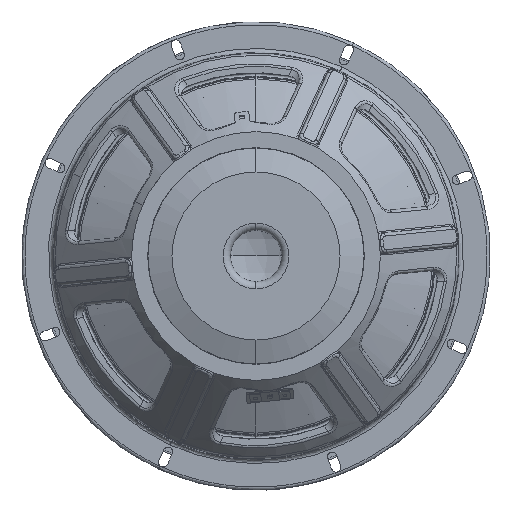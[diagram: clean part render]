
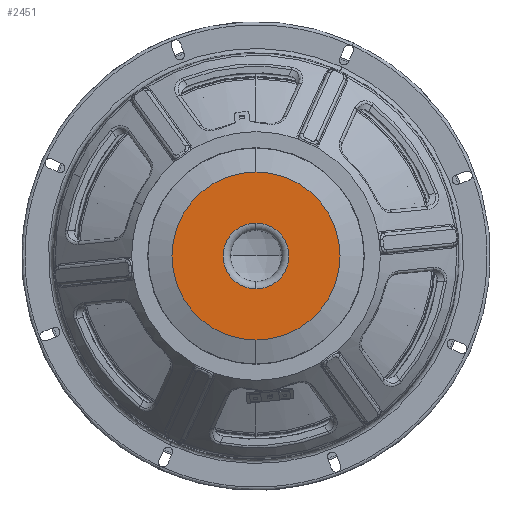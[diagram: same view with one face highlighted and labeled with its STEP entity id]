
A CAD part, front view. The second image highlights one B-rep face of the part: STEP entity #2451.
In plain terms, the highlighted planar face has unit normal (0, -1, 0).
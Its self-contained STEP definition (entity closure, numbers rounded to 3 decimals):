
#298 = DIRECTION ( 'NONE',  ( 0., -1., 0. ) ) ;
#420 = ORIENTED_EDGE ( 'NONE', *, *, #5840, .T. ) ;
#2451 = ADVANCED_FACE ( 'NONE', ( #22016, #4986 ), #29030, .T. ) ;
#2478 = CIRCLE ( 'NONE', #21459, 22.5 ) ;
#2808 = ORIENTED_EDGE ( 'NONE', *, *, #20203, .T. ) ;
#4888 = CARTESIAN_POINT ( 'NONE',  ( 0., -18.736, 0. ) ) ;
#4986 = FACE_OUTER_BOUND ( 'NONE', #7877, .T. ) ;
#5085 = DIRECTION ( 'NONE',  ( 0., 1., 0. ) ) ;
#5809 = CARTESIAN_POINT ( 'NONE',  ( 0., -18.736, 0. ) ) ;
#5840 = EDGE_CURVE ( 'NONE', #29756, #11830, #16158, .T. ) ;
#6462 = VERTEX_POINT ( 'NONE', #11515 ) ;
#7168 = DIRECTION ( 'NONE',  ( 0., 0., -1. ) ) ;
#7180 = AXIS2_PLACEMENT_3D ( 'NONE', #5809, #12999, #27199 ) ;
#7446 = CARTESIAN_POINT ( 'NONE',  ( 0., -18.736, 57.4 ) ) ;
#7631 = CARTESIAN_POINT ( 'NONE',  ( 57.4, -18.736, 0. ) ) ;
#7877 = EDGE_LOOP ( 'NONE', ( #28653, #420 ) ) ;
#9036 = CIRCLE ( 'NONE', #30483, 22.5 ) ;
#9158 = CARTESIAN_POINT ( 'NONE',  ( 0., -18.736, 0. ) ) ;
#10418 = AXIS2_PLACEMENT_3D ( 'NONE', #12314, #19647, #14506 ) ;
#11515 = CARTESIAN_POINT ( 'NONE',  ( 0., -18.736, -22.5 ) ) ;
#11830 = VERTEX_POINT ( 'NONE', #7446 ) ;
#12314 = CARTESIAN_POINT ( 'NONE',  ( 0., -18.736, 0. ) ) ;
#12851 = CARTESIAN_POINT ( 'NONE',  ( 0., -18.736, -57.4 ) ) ;
#12999 = DIRECTION ( 'NONE',  ( 0., -1., 0. ) ) ;
#14274 = EDGE_CURVE ( 'NONE', #6462, #22591, #9036, .T. ) ;
#14506 = DIRECTION ( 'NONE',  ( 0., 0., -1. ) ) ;
#15758 = CARTESIAN_POINT ( 'NONE',  ( 0., -18.736, 22.5 ) ) ;
#16158 = CIRCLE ( 'NONE', #7180, 57.4 ) ;
#17498 = EDGE_CURVE ( 'NONE', #11830, #29756, #18401, .T. ) ;
#17851 = DIRECTION ( 'NONE',  ( 0., 0., -1. ) ) ;
#18401 = CIRCLE ( 'NONE', #10418, 57.4 ) ;
#19572 = DIRECTION ( 'NONE',  ( 0., 1., 0. ) ) ;
#19647 = DIRECTION ( 'NONE',  ( 0., -1., 0. ) ) ;
#20203 = EDGE_CURVE ( 'NONE', #22591, #6462, #2478, .T. ) ;
#20912 = EDGE_LOOP ( 'NONE', ( #23589, #2808 ) ) ;
#21277 = AXIS2_PLACEMENT_3D ( 'NONE', #7631, #298, #7168 ) ;
#21459 = AXIS2_PLACEMENT_3D ( 'NONE', #4888, #19572, #17851 ) ;
#22016 = FACE_BOUND ( 'NONE', #20912, .T. ) ;
#22591 = VERTEX_POINT ( 'NONE', #15758 ) ;
#23589 = ORIENTED_EDGE ( 'NONE', *, *, #14274, .T. ) ;
#23822 = DIRECTION ( 'NONE',  ( 0., 0., -1. ) ) ;
#27199 = DIRECTION ( 'NONE',  ( 0., 0., -1. ) ) ;
#28653 = ORIENTED_EDGE ( 'NONE', *, *, #17498, .T. ) ;
#29030 = PLANE ( 'NONE',  #21277 ) ;
#29756 = VERTEX_POINT ( 'NONE', #12851 ) ;
#30483 = AXIS2_PLACEMENT_3D ( 'NONE', #9158, #5085, #23822 ) ;
